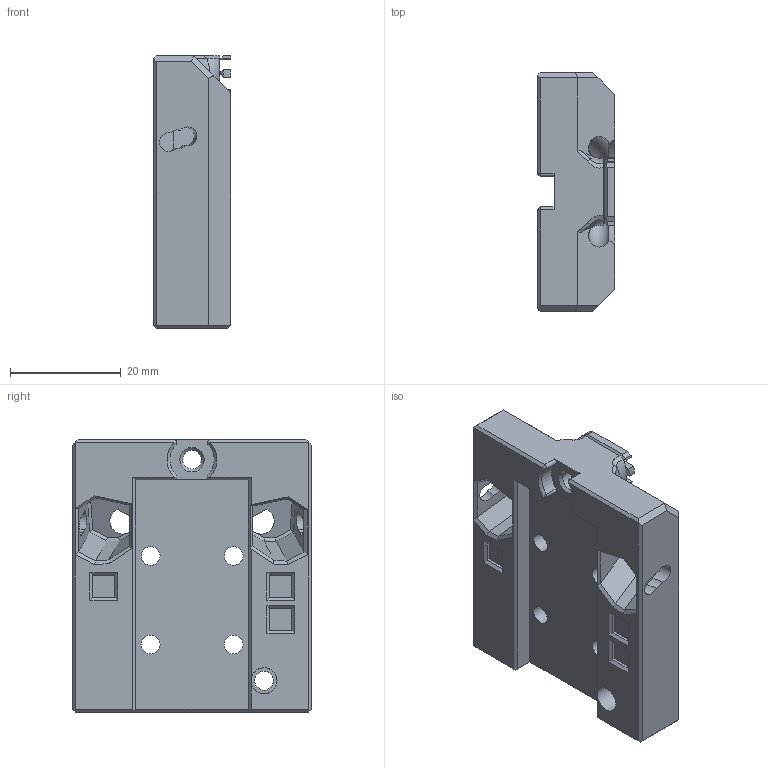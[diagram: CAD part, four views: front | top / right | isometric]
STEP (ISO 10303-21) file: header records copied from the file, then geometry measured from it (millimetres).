
FILE_DESCRIPTION(/* description */ (''),/* implementation_level */ '2;1');
FILE_NAME(/* name */ 'x_carriage_frame_front.step',/* time_stamp */ '2023-03-03T18:19:07+01:00',/* author */ (''),/* organization */ (''),/* preprocessor_version */ 'ST-DEVELOPER v19.2',/* originating_system */ 'Autodesk Translation Framework v11.17.0.187',/* authorisation */ '');
FILE_SCHEMA (('AUTOMOTIVE_DESIGN { 1 0 10303 214 3 1 1 }'));
Length unit declared in the file: millimetre
Products named in the file (2): x_carriage_frame_front; Carr_front_supp3
Assembly tree (1 placements, depth 2):
  x_carriage_frame_front
    Carr_front_supp3
Bounding box: 13.95 x 43.2 x 49.25 mm (x, y, z)
Volume: 20785.5 mm3; surface area: 8383.4 mm2
Topology: 6 solids, 6 shells, 257 faces, 623 edges, 381 vertices
Faces by surface type: plane 160, cylinder 49, cone 33, bspline 8, sphere 6, torus 1
Full cylindrical faces by diameter (mm): 3.4 x6, 4.7 x3, 6 x5
Entity records: 7874 total; most frequent: CARTESIAN_POINT 1822, ORIENTED_EDGE 1238, DIRECTION 1223, EDGE_CURVE 619, LINE 423, VECTOR 423, AXIS2_PLACEMENT_3D 400, VERTEX_POINT 381
